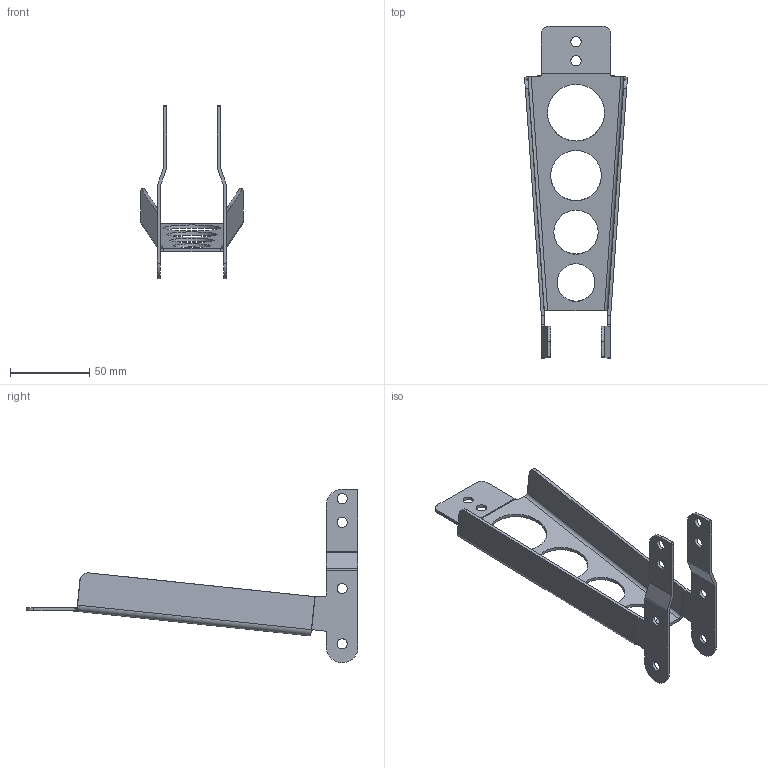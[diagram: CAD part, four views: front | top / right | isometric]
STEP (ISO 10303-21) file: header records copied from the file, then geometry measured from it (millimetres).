
FILE_DESCRIPTION( ( 'Unknown' ), '1' );
FILE_NAME( '1970_0081_48_C_Kabelschutz.stp', 'Unknown', ( 'Unknown' ), ( 'Unknown' ), 'PSStep 17.0.49', 'Unknown', ' ' );
FILE_SCHEMA( ( 'AUTOMOTIVE_DESIGN { 1 0 10303 214 1 1 1 1 }' ) );
Length unit declared in the file: millimetre
Products named in the file (1): 1
Bounding box: 64.79 x 210 x 109.86 mm (x, y, z)
Volume: 34802.9 mm3; surface area: 37943.3 mm2
Topology: 1 solids, 1 shells, 94 faces, 276 edges, 184 vertices
Faces by surface type: cylinder 50, plane 42, bspline 2
Full cylindrical faces by diameter (mm): 6.5 x10, 24 x1, 28 x1, 32 x1, 36 x1
Entity records: 3850 total; most frequent: CARTESIAN_POINT 587, DIRECTION 524, ORIENTED_EDGE 500, EDGE_CURVE 250, AXIS2_PLACEMENT_3D 189, VERTEX_POINT 172, LINE 146, VECTOR 146
